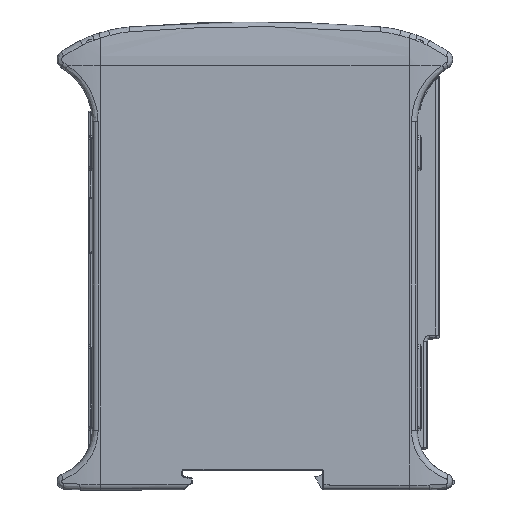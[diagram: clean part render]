
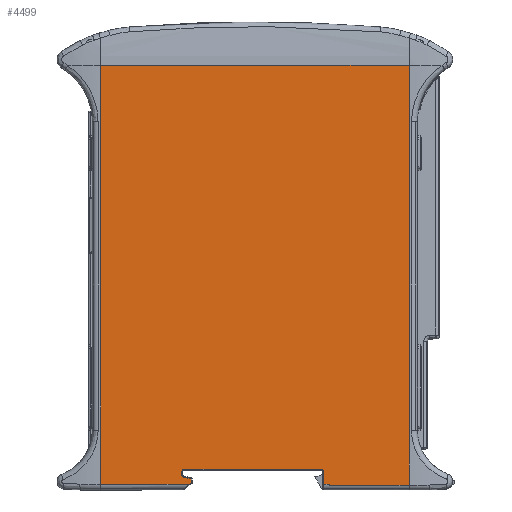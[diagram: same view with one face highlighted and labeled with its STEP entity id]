
A CAD part, left-side view. The second image highlights one B-rep face of the part: STEP entity #4499.
In plain terms, the highlighted planar face has unit normal (-1, 0, 0).
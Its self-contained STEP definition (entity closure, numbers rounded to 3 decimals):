
#4499=ADVANCED_FACE('',(#8674),#8675,.T.);
#8674=FACE_OUTER_BOUND('',#16041,.T.);
#8675=PLANE('',#16042);
#16041=EDGE_LOOP('',(#29927,#29928,#29929,#29930,#29931,#29932,#29933,#29934,#29935,#29936,#29937,#29938,#29939,#29940,#29941,#29942));
#16042=AXIS2_PLACEMENT_3D('',#29943,#29944,#29945);
#29927=ORIENTED_EDGE('',*,*,#40904,.F.);
#29928=ORIENTED_EDGE('',*,*,#40777,.T.);
#29929=ORIENTED_EDGE('',*,*,#39981,.F.);
#29930=ORIENTED_EDGE('',*,*,#39985,.T.);
#29931=ORIENTED_EDGE('',*,*,#39989,.F.);
#29932=ORIENTED_EDGE('',*,*,#39993,.T.);
#29933=ORIENTED_EDGE('',*,*,#41067,.T.);
#29934=ORIENTED_EDGE('',*,*,#41068,.F.);
#29935=ORIENTED_EDGE('',*,*,#41069,.T.);
#29936=ORIENTED_EDGE('',*,*,#41070,.F.);
#29937=ORIENTED_EDGE('',*,*,#41066,.T.);
#29938=ORIENTED_EDGE('',*,*,#41071,.F.);
#29939=ORIENTED_EDGE('',*,*,#40007,.F.);
#29940=ORIENTED_EDGE('',*,*,#41072,.T.);
#29941=ORIENTED_EDGE('',*,*,#41073,.T.);
#29942=ORIENTED_EDGE('',*,*,#40928,.F.);
#29943=CARTESIAN_POINT('',(-12.5,0.,57.619));
#29944=DIRECTION('',(-1.0,0.0,0.0));
#29945=DIRECTION('',(0.0,-1.0,0.0));
#39981=EDGE_CURVE('',#47510,#47512,#47513,.T.);
#39985=EDGE_CURVE('',#47510,#47518,#47520,.T.);
#39989=EDGE_CURVE('',#47525,#47518,#47527,.T.);
#39993=EDGE_CURVE('',#47525,#47532,#47534,.T.);
#40007=EDGE_CURVE('',#47559,#47561,#47562,.T.);
#40777=EDGE_CURVE('',#48847,#47512,#48848,.T.);
#40904=EDGE_CURVE('',#48847,#49026,#49027,.T.);
#40928=EDGE_CURVE('',#49026,#49060,#49061,.T.);
#41066=EDGE_CURVE('',#49267,#49269,#49271,.T.);
#41067=EDGE_CURVE('',#47532,#49272,#49273,.T.);
#41068=EDGE_CURVE('',#49274,#49272,#49275,.T.);
#41069=EDGE_CURVE('',#49274,#49276,#49277,.T.);
#41070=EDGE_CURVE('',#49267,#49276,#49278,.T.);
#41071=EDGE_CURVE('',#47561,#49269,#49279,.T.);
#41072=EDGE_CURVE('',#47559,#49280,#49281,.T.);
#41073=EDGE_CURVE('',#49280,#49060,#49282,.T.);
#47510=VERTEX_POINT('',#60695);
#47512=VERTEX_POINT('',#60702);
#47513=LINE('',#60703,#60704);
#47518=VERTEX_POINT('',#60710);
#47520=LINE('',#60712,#60713);
#47525=VERTEX_POINT('',#60719);
#47527=LINE('',#60721,#60722);
#47532=VERTEX_POINT('',#60728);
#47534=LINE('',#60730,#60731);
#47559=VERTEX_POINT('',#60762);
#47561=VERTEX_POINT('',#60770);
#47562=LINE('',#60771,#60772);
#48847=VERTEX_POINT('',#62646);
#48848=LINE('',#62647,#62648);
#49026=VERTEX_POINT('',#62984);
#49027=LINE('',#62985,#62986);
#49060=VERTEX_POINT('',#63085);
#49061=LINE('',#63086,#63087);
#49267=VERTEX_POINT('',#63541);
#49269=VERTEX_POINT('',#63543);
#49271=CIRCLE('',#63545,0.5);
#49272=VERTEX_POINT('',#63546);
#49273=CIRCLE('',#63547,0.5);
#49274=VERTEX_POINT('',#63548);
#49275=LINE('',#63549,#63550);
#49276=VERTEX_POINT('',#63551);
#49277=CIRCLE('',#63552,0.5);
#49278=LINE('',#63553,#63554);
#49279=LINE('',#63555,#63556);
#49280=VERTEX_POINT('',#63557);
#49281=B_SPLINE_CURVE_WITH_KNOTS('',3,(#63558,#63559,#63560,#63561,#63562,#63563),.UNSPECIFIED.,.F.,.F.,(4,1,1,4),(0.0,0.509,0.756,1.0),.UNSPECIFIED.);
#49282=LINE('',#63564,#63565);
#60695=CARTESIAN_POINT('',(-12.5,16.767,1.5));
#60702=CARTESIAN_POINT('',(-12.5,39.39,1.5));
#60703=CARTESIAN_POINT('',(-12.5,16.767,1.5));
#60704=VECTOR('',#73102,22.623);
#60710=CARTESIAN_POINT('',(-12.5,16.2,1.925));
#60712=CARTESIAN_POINT('',(-12.5,16.767,1.5));
#60713=VECTOR('',#73110,0.708);
#60719=CARTESIAN_POINT('',(-12.5,16.2,2.851));
#60721=CARTESIAN_POINT('',(-12.5,16.2,2.851));
#60722=VECTOR('',#73118,0.926);
#60728=CARTESIAN_POINT('',(-12.5,18.212,3.312));
#60730=CARTESIAN_POINT('',(-12.5,16.2,2.851));
#60731=VECTOR('',#73126,2.064);
#60762=CARTESIAN_POINT('',(-12.5,-18.76,1.5));
#60770=CARTESIAN_POINT('',(-12.5,-17.5,1.5));
#60771=CARTESIAN_POINT('',(-12.5,-18.76,1.5));
#60772=VECTOR('',#73151,1.26);
#62646=CARTESIAN_POINT('',(-12.5,39.39,108.39));
#62647=CARTESIAN_POINT('',(-12.5,39.39,108.39));
#62648=VECTOR('',#74575,106.89);
#62984=CARTESIAN_POINT('',(-12.5,-39.39,108.39));
#62985=CARTESIAN_POINT('',(-12.5,39.39,108.39));
#62986=VECTOR('',#74784,78.78);
#63085=CARTESIAN_POINT('',(-12.5,-39.39,1.269));
#63086=CARTESIAN_POINT('',(-12.5,-39.39,108.39));
#63087=VECTOR('',#74797,107.121);
#63541=CARTESIAN_POINT('',(-12.5,-17.0,5.35));
#63543=CARTESIAN_POINT('',(-12.5,-17.5,4.85));
#63545=AXIS2_PLACEMENT_3D('',#74939,#74940,#74941);
#63546=CARTESIAN_POINT('',(-12.5,18.6,3.799));
#63547=AXIS2_PLACEMENT_3D('',#74942,#74943,#74944);
#63548=CARTESIAN_POINT('',(-12.5,18.6,4.85));
#63549=CARTESIAN_POINT('',(-12.5,18.6,4.85));
#63550=VECTOR('',#74945,1.051);
#63551=CARTESIAN_POINT('',(-12.5,18.1,5.35));
#63552=AXIS2_PLACEMENT_3D('',#74946,#74947,#74948);
#63553=CARTESIAN_POINT('',(-12.5,-17.0,5.35));
#63554=VECTOR('',#74949,35.1);
#63555=CARTESIAN_POINT('',(-12.5,-17.5,1.5));
#63556=VECTOR('',#74950,3.35);
#63557=CARTESIAN_POINT('',(-12.5,-19.25,1.269));
#63558=CARTESIAN_POINT('',(-12.5,-18.76,1.5));
#63559=CARTESIAN_POINT('',(-12.5,-18.823,1.429));
#63560=CARTESIAN_POINT('',(-12.5,-18.938,1.342));
#63561=CARTESIAN_POINT('',(-12.5,-19.114,1.28));
#63562=CARTESIAN_POINT('',(-12.5,-19.205,1.269));
#63563=CARTESIAN_POINT('',(-12.5,-19.25,1.269));
#63564=CARTESIAN_POINT('',(-12.5,-19.25,1.269));
#63565=VECTOR('',#74951,20.14);
#73102=DIRECTION('',(0.0,1.0,0.));
#73110=DIRECTION('',(0.0,-0.8,0.6));
#73118=DIRECTION('',(0.0,0.0,-1.0));
#73126=DIRECTION('',(0.0,0.975,0.223));
#73151=DIRECTION('',(0.0,1.0,0.0));
#74575=DIRECTION('',(0.0,0.0,-1.0));
#74784=DIRECTION('',(0.0,-1.0,0.0));
#74797=DIRECTION('',(0.0,0.0,-1.0));
#74939=CARTESIAN_POINT('',(-12.5,-17.0,4.85));
#74940=DIRECTION('',(1.0,0.0,0.0));
#74941=DIRECTION('',(0.0,0.,1.0));
#74942=CARTESIAN_POINT('',(-12.5,18.1,3.799));
#74943=DIRECTION('',(1.0,0.0,0.0));
#74944=DIRECTION('',(-0.0,0.223,-0.975));
#74945=DIRECTION('',(0.0,0.0,-1.0));
#74946=CARTESIAN_POINT('',(-12.5,18.1,4.85));
#74947=DIRECTION('',(1.0,0.0,-0.0));
#74948=DIRECTION('',(0.0,1.0,0.));
#74949=DIRECTION('',(0.0,1.0,0.0));
#74950=DIRECTION('',(0.0,0.0,1.0));
#74951=DIRECTION('',(0.0,-1.0,0.0));
